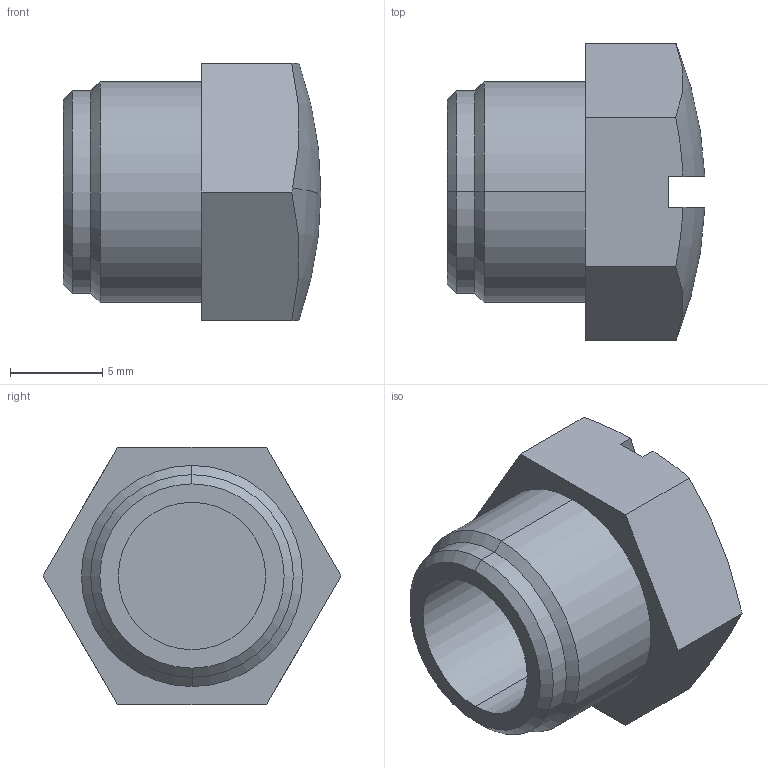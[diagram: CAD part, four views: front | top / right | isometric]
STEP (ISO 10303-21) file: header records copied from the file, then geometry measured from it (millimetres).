
FILE_DESCRIPTION (( 'STEP AP203' ), '1' );
FILE_NAME ('PAL-ACC03.step', '2020-10-29T13:44:05', ( '' ), ( '' ), 'SwSTEP 2.0', 'SolidWorks 2019', '' );
FILE_SCHEMA (( 'CONFIG_CONTROL_DESIGN' ));
Length unit declared in the file: millimetre
Products named in the file (1): PAL-ACC03
Bounding box: 13.98 x 16.17 x 14 mm (x, y, z)
Volume: 1314.1 mm3; surface area: 1119.8 mm2
Topology: 1 solids, 1 shells, 26 faces, 60 edges, 38 vertices
Faces by surface type: plane 12, cylinder 6, sphere 4, cone 4
Entity records: 823 total; most frequent: DIRECTION 144, CARTESIAN_POINT 125, ORIENTED_EDGE 120, EDGE_CURVE 60, AXIS2_PLACEMENT_3D 57, VERTEX_POINT 38, LINE 30, VECTOR 30
